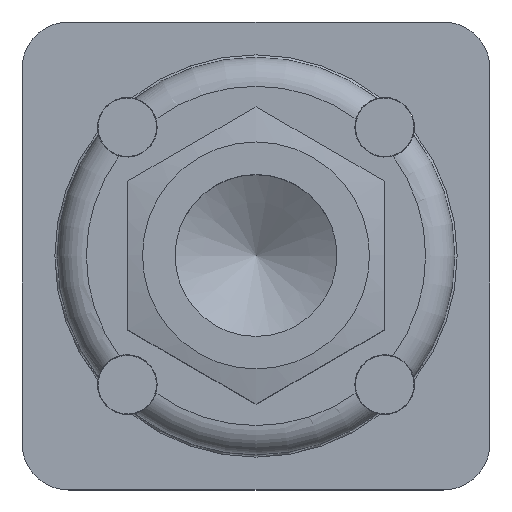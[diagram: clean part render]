
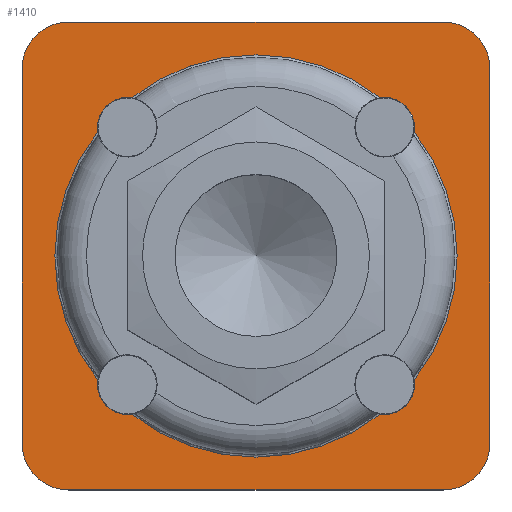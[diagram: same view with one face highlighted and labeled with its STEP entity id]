
A CAD part, top view. The second image highlights one B-rep face of the part: STEP entity #1410.
In plain terms, the highlighted planar face has unit normal (0, 0, 1).
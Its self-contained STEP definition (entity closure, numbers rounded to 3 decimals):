
#728=CARTESIAN_POINT('',(13.521,-10.619,18.0));
#729=VERTEX_POINT('',#728);
#730=CARTESIAN_POINT('',(10.619,-13.521,18.0));
#731=VERTEX_POINT('',#730);
#732=CARTESIAN_POINT('',(11.0,-11.0,18.0));
#733=DIRECTION('',(0.0,0.0,-1.0));
#734=DIRECTION('',(0.0,-1.0,0.0));
#735=AXIS2_PLACEMENT_3D('',#732,#733,#734);
#736=CIRCLE('',#735,2.55);
#737=EDGE_CURVE('',#729,#731,#736,.T.);
#822=CARTESIAN_POINT('',(-10.619,-13.521,18.0));
#823=VERTEX_POINT('',#822);
#880=CARTESIAN_POINT('',(-13.521,-10.619,18.0));
#881=VERTEX_POINT('',#880);
#897=CARTESIAN_POINT('',(-11.,-11.,18.0));
#898=DIRECTION('',(0.0,0.0,-1.0));
#899=DIRECTION('',(-1.0,0.0,0.0));
#900=AXIS2_PLACEMENT_3D('',#897,#898,#899);
#901=CIRCLE('',#900,2.55);
#902=EDGE_CURVE('',#823,#881,#901,.T.);
#920=CARTESIAN_POINT('',(-13.521,10.619,18.0));
#921=VERTEX_POINT('',#920);
#978=CARTESIAN_POINT('',(-10.619,13.521,18.0));
#979=VERTEX_POINT('',#978);
#995=CARTESIAN_POINT('',(-11.0,11.0,18.0));
#996=DIRECTION('',(0.0,0.0,-1.0));
#997=DIRECTION('',(0.0,1.0,0.0));
#998=AXIS2_PLACEMENT_3D('',#995,#996,#997);
#999=CIRCLE('',#998,2.55);
#1000=EDGE_CURVE('',#921,#979,#999,.T.);
#1018=CARTESIAN_POINT('',(10.619,13.521,18.0));
#1019=VERTEX_POINT('',#1018);
#1076=CARTESIAN_POINT('',(13.521,10.619,18.0));
#1077=VERTEX_POINT('',#1076);
#1093=CARTESIAN_POINT('',(11.0,11.0,18.0));
#1094=DIRECTION('',(0.0,0.0,-1.0));
#1095=DIRECTION('',(1.0,0.0,0.0));
#1096=AXIS2_PLACEMENT_3D('',#1093,#1094,#1095);
#1097=CIRCLE('',#1096,2.55);
#1098=EDGE_CURVE('',#1019,#1077,#1097,.T.);
#1220=CARTESIAN_POINT('',(0.0,0.0,18.0));
#1221=DIRECTION('',(0.0,0.0,1.0));
#1222=DIRECTION('',(0.0,1.0,0.0));
#1223=AXIS2_PLACEMENT_3D('',#1220,#1221,#1222);
#1224=CIRCLE('',#1223,17.193);
#1225=EDGE_CURVE('',#823,#731,#1224,.T.);
#1240=CARTESIAN_POINT('',(0.0,0.0,18.0));
#1241=DIRECTION('',(0.0,0.0,1.0));
#1242=DIRECTION('',(0.0,1.0,0.0));
#1243=AXIS2_PLACEMENT_3D('',#1240,#1241,#1242);
#1244=CIRCLE('',#1243,17.193);
#1245=EDGE_CURVE('',#729,#1077,#1244,.T.);
#1258=CARTESIAN_POINT('',(0.0,0.0,18.0));
#1259=DIRECTION('',(0.0,0.0,1.0));
#1260=DIRECTION('',(0.0,1.0,0.0));
#1261=AXIS2_PLACEMENT_3D('',#1258,#1259,#1260);
#1262=CIRCLE('',#1261,17.193);
#1263=EDGE_CURVE('',#1019,#979,#1262,.T.);
#1285=CARTESIAN_POINT('',(16.0,20.0,18.0));
#1286=VERTEX_POINT('',#1285);
#1287=CARTESIAN_POINT('',(20.0,16.0,18.0));
#1288=VERTEX_POINT('',#1287);
#1289=CARTESIAN_POINT('',(16.0,16.0,18.0));
#1290=DIRECTION('',(0.0,0.0,-1.0));
#1291=DIRECTION('',(0.707,0.707,0.0));
#1292=AXIS2_PLACEMENT_3D('',#1289,#1290,#1291);
#1293=CIRCLE('',#1292,4.0);
#1294=EDGE_CURVE('',#1286,#1288,#1293,.T.);
#1318=CARTESIAN_POINT('',(20.0,-16.0,18.0));
#1319=VERTEX_POINT('',#1318);
#1320=CARTESIAN_POINT('',(20.0,16.0,18.0));
#1321=DIRECTION('',(0.0,-1.0,0.0));
#1322=VECTOR('',#1321,32.0);
#1323=LINE('',#1320,#1322);
#1324=EDGE_CURVE('',#1288,#1319,#1323,.T.);
#1336=CARTESIAN_POINT('',(0.,0.,18.0));
#1337=DIRECTION('',(0.0,0.0,1.0));
#1338=DIRECTION('',(0.0,-1.0,0.0));
#1339=AXIS2_PLACEMENT_3D('',#1336,#1337,#1338);
#1340=PLANE('',#1339);
#1341=ORIENTED_EDGE('',*,*,#1294,.F.);
#1342=CARTESIAN_POINT('',(-16.0,20.0,18.0));
#1343=VERTEX_POINT('',#1342);
#1344=CARTESIAN_POINT('',(-16.0,20.0,18.0));
#1345=DIRECTION('',(1.0,0.0,0.0));
#1346=VECTOR('',#1345,32.0);
#1347=LINE('',#1344,#1346);
#1348=EDGE_CURVE('',#1343,#1286,#1347,.T.);
#1349=ORIENTED_EDGE('',*,*,#1348,.F.);
#1350=CARTESIAN_POINT('',(-20.0,16.0,18.0));
#1351=VERTEX_POINT('',#1350);
#1352=CARTESIAN_POINT('',(-16.0,16.0,18.0));
#1353=DIRECTION('',(0.0,0.0,-1.0));
#1354=DIRECTION('',(-0.707,0.707,0.0));
#1355=AXIS2_PLACEMENT_3D('',#1352,#1353,#1354);
#1356=CIRCLE('',#1355,4.0);
#1357=EDGE_CURVE('',#1351,#1343,#1356,.T.);
#1358=ORIENTED_EDGE('',*,*,#1357,.F.);
#1359=CARTESIAN_POINT('',(-20.0,-16.0,18.0));
#1360=VERTEX_POINT('',#1359);
#1361=CARTESIAN_POINT('',(-20.0,-16.0,18.0));
#1362=DIRECTION('',(0.0,1.0,0.0));
#1363=VECTOR('',#1362,32.0);
#1364=LINE('',#1361,#1363);
#1365=EDGE_CURVE('',#1360,#1351,#1364,.T.);
#1366=ORIENTED_EDGE('',*,*,#1365,.F.);
#1367=CARTESIAN_POINT('',(-16.0,-20.0,18.0));
#1368=VERTEX_POINT('',#1367);
#1369=CARTESIAN_POINT('',(-16.0,-16.0,18.0));
#1370=DIRECTION('',(0.0,0.0,-1.0));
#1371=DIRECTION('',(-0.707,-0.707,0.0));
#1372=AXIS2_PLACEMENT_3D('',#1369,#1370,#1371);
#1373=CIRCLE('',#1372,4.0);
#1374=EDGE_CURVE('',#1368,#1360,#1373,.T.);
#1375=ORIENTED_EDGE('',*,*,#1374,.F.);
#1376=CARTESIAN_POINT('',(16.0,-20.0,18.0));
#1377=VERTEX_POINT('',#1376);
#1378=CARTESIAN_POINT('',(16.0,-20.0,18.0));
#1379=DIRECTION('',(-1.0,0.0,0.0));
#1380=VECTOR('',#1379,32.0);
#1381=LINE('',#1378,#1380);
#1382=EDGE_CURVE('',#1377,#1368,#1381,.T.);
#1383=ORIENTED_EDGE('',*,*,#1382,.F.);
#1384=CARTESIAN_POINT('',(16.0,-16.0,18.0));
#1385=DIRECTION('',(0.0,0.0,-1.0));
#1386=DIRECTION('',(0.707,-0.707,0.0));
#1387=AXIS2_PLACEMENT_3D('',#1384,#1385,#1386);
#1388=CIRCLE('',#1387,4.0);
#1389=EDGE_CURVE('',#1319,#1377,#1388,.T.);
#1390=ORIENTED_EDGE('',*,*,#1389,.F.);
#1391=ORIENTED_EDGE('',*,*,#1324,.F.);
#1392=EDGE_LOOP('',(#1341,#1349,#1358,#1366,#1375,#1383,#1390,#1391));
#1393=FACE_OUTER_BOUND('',#1392,.T.);
#1394=ORIENTED_EDGE('',*,*,#902,.T.);
#1395=CARTESIAN_POINT('',(0.0,0.0,18.0));
#1396=DIRECTION('',(0.0,0.0,1.0));
#1397=DIRECTION('',(0.0,1.0,0.0));
#1398=AXIS2_PLACEMENT_3D('',#1395,#1396,#1397);
#1399=CIRCLE('',#1398,17.193);
#1400=EDGE_CURVE('',#921,#881,#1399,.T.);
#1401=ORIENTED_EDGE('',*,*,#1400,.F.);
#1402=ORIENTED_EDGE('',*,*,#1000,.T.);
#1403=ORIENTED_EDGE('',*,*,#1263,.F.);
#1404=ORIENTED_EDGE('',*,*,#1098,.T.);
#1405=ORIENTED_EDGE('',*,*,#1245,.F.);
#1406=ORIENTED_EDGE('',*,*,#737,.T.);
#1407=ORIENTED_EDGE('',*,*,#1225,.F.);
#1408=EDGE_LOOP('',(#1394,#1401,#1402,#1403,#1404,#1405,#1406,#1407));
#1409=FACE_BOUND('',#1408,.T.);
#1410=ADVANCED_FACE('',(#1393,#1409),#1340,.T.);
